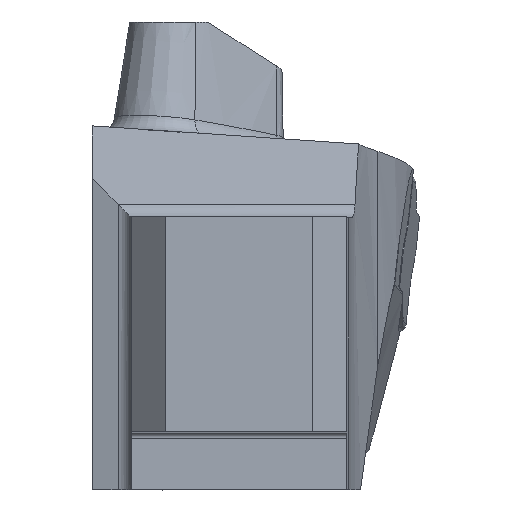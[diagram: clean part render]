
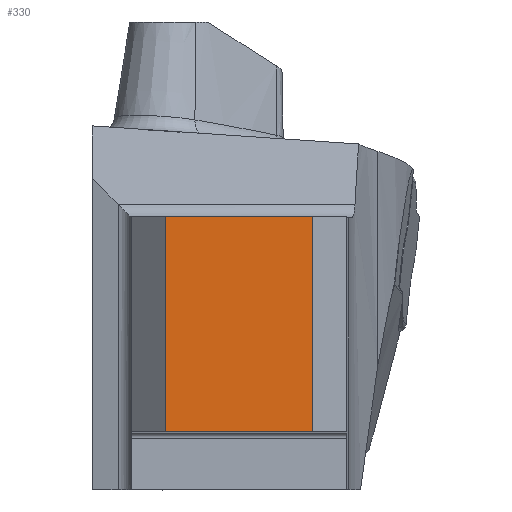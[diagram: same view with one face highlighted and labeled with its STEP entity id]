
A CAD part, top view. The second image highlights one B-rep face of the part: STEP entity #330.
In plain terms, the highlighted planar face has unit normal (0, 0, 1).
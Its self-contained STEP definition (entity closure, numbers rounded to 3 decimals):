
#232=PLANE('',#3702);
#330=ADVANCED_FACE('CU_BACK_SU1',(#577),#232,.F.);
#577=FACE_OUTER_BOUND('',#766,.T.);
#766=EDGE_LOOP('',(#1754,#1755,#1756,#1757));
#1150=LINE('',#5058,#1405);
#1151=LINE('',#5061,#1406);
#1152=LINE('',#5063,#1407);
#1153=LINE('',#5065,#1408);
#1405=VECTOR('',#4105,1.);
#1406=VECTOR('',#4106,1.);
#1407=VECTOR('',#4107,1.);
#1408=VECTOR('',#4108,1.);
#1754=ORIENTED_EDGE('',*,*,#3118,.F.);
#1755=ORIENTED_EDGE('',*,*,#3119,.T.);
#1756=ORIENTED_EDGE('',*,*,#3120,.T.);
#1757=ORIENTED_EDGE('',*,*,#3121,.T.);
#2753=VERTEX_POINT('',#5059);
#2754=VERTEX_POINT('',#5060);
#2755=VERTEX_POINT('',#5062);
#2756=VERTEX_POINT('',#5064);
#3118=EDGE_CURVE('',#2753,#2754,#1150,.T.);
#3119=EDGE_CURVE('',#2753,#2755,#1151,.T.);
#3120=EDGE_CURVE('',#2755,#2756,#1152,.T.);
#3121=EDGE_CURVE('',#2756,#2754,#1153,.T.);
#3702=AXIS2_PLACEMENT_3D('',#5066,#4109,#4110);
#4105=DIRECTION('',(0.,1.,0.));
#4106=DIRECTION('',(1.,0.,0.));
#4107=DIRECTION('',(0.,1.,0.));
#4108=DIRECTION('',(-1.,0.,0.));
#4109=DIRECTION('',(0.,0.,-1.));
#4110=DIRECTION('',(-0.095,-0.995,0.));
#5058=CARTESIAN_POINT('',(3.,0.,0.));
#5059=CARTESIAN_POINT('',(3.,0.,0.));
#5060=CARTESIAN_POINT('',(3.,18.975,0.));
#5061=CARTESIAN_POINT('',(41.924,0.,0.));
#5062=CARTESIAN_POINT('',(15.975,0.,0.));
#5063=CARTESIAN_POINT('',(15.975,0.,0.));
#5064=CARTESIAN_POINT('',(15.975,18.975,0.));
#5065=CARTESIAN_POINT('',(41.924,18.975,0.));
#5066=CARTESIAN_POINT('',(41.924,38.975,0.));
